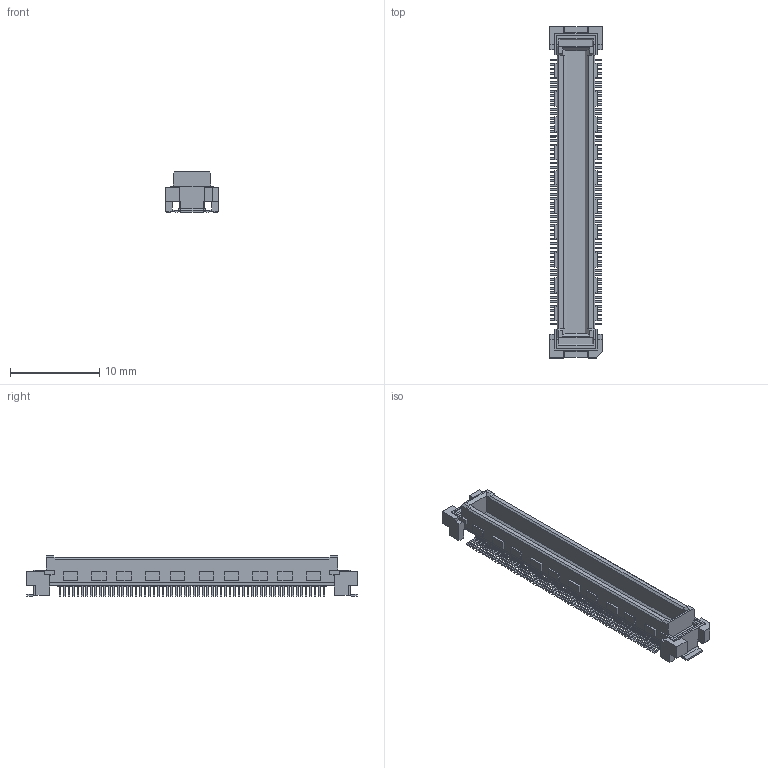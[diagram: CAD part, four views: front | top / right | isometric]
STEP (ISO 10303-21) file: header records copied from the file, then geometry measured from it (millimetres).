
FILE_DESCRIPTION(('CoCreate Modeling STEP Export'),'2;1');
FILE_NAME('FX10B-120P-SV1.stp','2010-07-30T 9:23:11',(''),(''),'CoCreate Modeling STEP processor for AP214 (Solid Model)','CoCreate Modeling 17.0 01-Apr-2010 (C) Parametric Technology GmbH','');
FILE_SCHEMA(('AUTOMOTIVE_DESIGN { 1 0 10303 214 1 1 1 1 }'));
Products named in the file (1): FX10B-120P-SV1
Bounding box: 5.9 x 37.1 x 4.5 mm (x, y, z)
Volume: 288.2 mm3; surface area: 1051.8 mm2
Topology: 1 solids, 1 shells, 1858 faces, 5129 edges, 3406 vertices
Faces by surface type: plane 1606, cylinder 252
Entity records: 58192 total; most frequent: CARTESIAN_POINT 10349, ORIENTED_EDGE 10258, DIRECTION 9283, EDGE_CURVE 5129, VECTOR 4603, LINE 4603, VERTEX_POINT 3406, AXIS2_PLACEMENT_3D 2340
